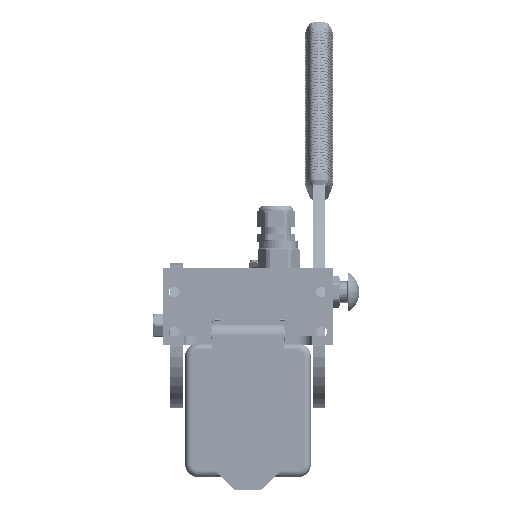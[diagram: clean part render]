
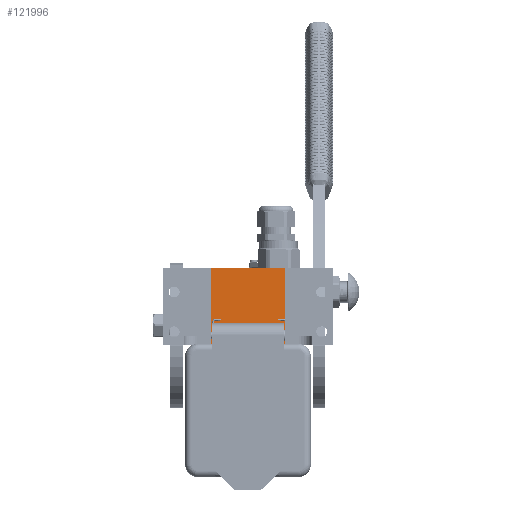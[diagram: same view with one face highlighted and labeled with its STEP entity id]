
A CAD part, left-side view. The second image highlights one B-rep face of the part: STEP entity #121996.
In plain terms, the highlighted face is planar.
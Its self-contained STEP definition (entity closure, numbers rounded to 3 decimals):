
#1803 = CARTESIAN_POINT ( 'NONE',  ( 29., 0., -107.5 ) ) ;
#4848 = ORIENTED_EDGE ( 'NONE', *, *, #13958, .F. ) ;
#10198 = PLANE ( 'NONE',  #66691 ) ;
#13958 = EDGE_CURVE ( 'NONE', #22654, #102826, #132390, .T. ) ;
#22654 = VERTEX_POINT ( 'NONE', #69425 ) ;
#23533 = ORIENTED_EDGE ( 'NONE', *, *, #104807, .T. ) ;
#27480 = CARTESIAN_POINT ( 'NONE',  ( 29., 60.2, -107.5 ) ) ;
#32553 = VECTOR ( 'NONE', #163287, 1000. ) ;
#36373 = CARTESIAN_POINT ( 'NONE',  ( 29., 0., -107.5 ) ) ;
#44321 = DIRECTION ( 'NONE',  ( -1., 0., 0. ) ) ;
#44688 = VECTOR ( 'NONE', #44321, 1000. ) ;
#49428 = ORIENTED_EDGE ( 'NONE', *, *, #83563, .F. ) ;
#50205 = DIRECTION ( 'NONE',  ( 0., 1., 0. ) ) ;
#53644 = CARTESIAN_POINT ( 'NONE',  ( -29., 60.2, -107.5 ) ) ;
#54524 = DIRECTION ( 'NONE',  ( 0., 1., 0. ) ) ;
#55254 = CARTESIAN_POINT ( 'NONE',  ( -29., 0., -107.5 ) ) ;
#66691 = AXIS2_PLACEMENT_3D ( 'NONE', #169982, #170672, #184027 ) ;
#69425 = CARTESIAN_POINT ( 'NONE',  ( 29., 60.2, -107.5 ) ) ;
#78351 = ORIENTED_EDGE ( 'NONE', *, *, #155138, .T. ) ;
#83563 = EDGE_CURVE ( 'NONE', #172816, #22654, #192813, .T. ) ;
#102826 = VERTEX_POINT ( 'NONE', #53644 ) ;
#104807 = EDGE_CURVE ( 'NONE', #172816, #194366, #112866, .T. ) ;
#109189 = FACE_OUTER_BOUND ( 'NONE', #138511, .T. ) ;
#112866 = LINE ( 'NONE', #194859, #32553 ) ;
#121996 = ADVANCED_FACE ( 'NONE', ( #109189 ), #10198, .T. ) ;
#132390 = LINE ( 'NONE', #27480, #44688 ) ;
#138511 = EDGE_LOOP ( 'NONE', ( #78351, #4848, #49428, #23533 ) ) ;
#143885 = VECTOR ( 'NONE', #54524, 1000. ) ;
#155138 = EDGE_CURVE ( 'NONE', #194366, #102826, #204073, .T. ) ;
#158013 = CARTESIAN_POINT ( 'NONE',  ( -29., 0., -107.5 ) ) ;
#163287 = DIRECTION ( 'NONE',  ( -1., 0., 0. ) ) ;
#169982 = CARTESIAN_POINT ( 'NONE',  ( 29., 0., -107.5 ) ) ;
#170672 = DIRECTION ( 'NONE',  ( 0., 0., -1. ) ) ;
#172816 = VERTEX_POINT ( 'NONE', #36373 ) ;
#184027 = DIRECTION ( 'NONE',  ( -1., 0., 0. ) ) ;
#187762 = VECTOR ( 'NONE', #50205, 1000. ) ;
#192813 = LINE ( 'NONE', #1803, #187762 ) ;
#194366 = VERTEX_POINT ( 'NONE', #158013 ) ;
#194859 = CARTESIAN_POINT ( 'NONE',  ( 29., 0., -107.5 ) ) ;
#204073 = LINE ( 'NONE', #55254, #143885 ) ;
